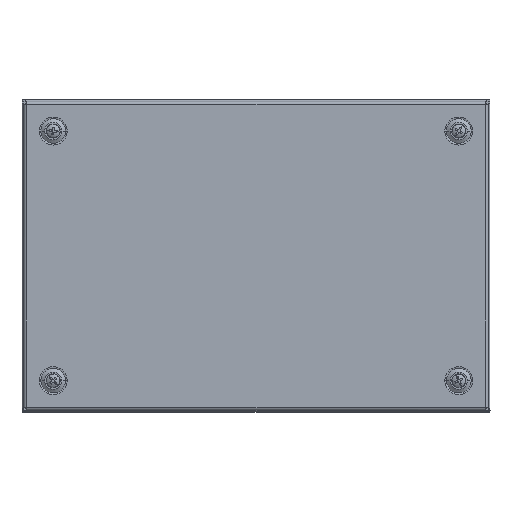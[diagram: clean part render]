
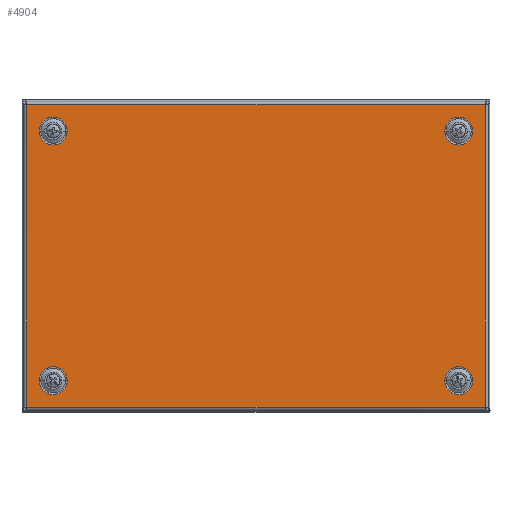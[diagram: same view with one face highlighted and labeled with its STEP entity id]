
A CAD part, top view. The second image highlights one B-rep face of the part: STEP entity #4904.
In plain terms, the highlighted face is planar.
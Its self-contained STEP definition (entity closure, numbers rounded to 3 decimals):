
#173 = DIRECTION ( 'NONE',  ( 0., 0., 1. ) ) ;
#194 = EDGE_CURVE ( 'NONE', #5230, #28275, #10964, .T. ) ;
#406 = DIRECTION ( 'NONE',  ( 1., 0., 0. ) ) ;
#409 = PLANE ( 'NONE',  #29007 ) ;
#492 = DIRECTION ( 'NONE',  ( 0., 0., 1. ) ) ;
#1485 = CARTESIAN_POINT ( 'NONE',  ( -80., 0., -121.045 ) ) ;
#1697 = VERTEX_POINT ( 'NONE', #5199 ) ;
#1723 = DIRECTION ( 'NONE',  ( 0., 0., 1. ) ) ;
#2043 = DIRECTION ( 'NONE',  ( -1., 0., 0. ) ) ;
#2346 = CARTESIAN_POINT ( 'NONE',  ( -97., 0., -147. ) ) ;
#2507 = EDGE_LOOP ( 'NONE', ( #21693, #9801 ) ) ;
#2666 = FACE_BOUND ( 'NONE', #9418, .T. ) ;
#2785 = ORIENTED_EDGE ( 'NONE', *, *, #27255, .F. ) ;
#3005 = CARTESIAN_POINT ( 'NONE',  ( 80., 0., -130. ) ) ;
#3423 = EDGE_CURVE ( 'NONE', #5393, #10797, #11742, .T. ) ;
#3524 = DIRECTION ( 'NONE',  ( 0., 1., 0. ) ) ;
#3566 = CARTESIAN_POINT ( 'NONE',  ( 97., 0., -147. ) ) ;
#4232 = CARTESIAN_POINT ( 'NONE',  ( -80., 0., 138.955 ) ) ;
#4290 = CARTESIAN_POINT ( 'NONE',  ( -80., 0., 121.045 ) ) ;
#4455 = CARTESIAN_POINT ( 'NONE',  ( -80., 0., -138.955 ) ) ;
#4511 = DIRECTION ( 'NONE',  ( 0., 0., 1. ) ) ;
#4830 = VERTEX_POINT ( 'NONE', #20799 ) ;
#4904 = ADVANCED_FACE ( 'NONE', ( #14178, #23350, #2666, #11896, #21096 ), #409, .F. ) ;
#5154 = CARTESIAN_POINT ( 'NONE',  ( 80., 0., 138.955 ) ) ;
#5199 = CARTESIAN_POINT ( 'NONE',  ( 80., 0., -121.045 ) ) ;
#5230 = VERTEX_POINT ( 'NONE', #4455 ) ;
#5285 = AXIS2_PLACEMENT_3D ( 'NONE', #27369, #6681, #15922 ) ;
#5393 = VERTEX_POINT ( 'NONE', #7746 ) ;
#5480 = EDGE_CURVE ( 'NONE', #28275, #5230, #28645, .T. ) ;
#5632 = VERTEX_POINT ( 'NONE', #18010 ) ;
#6681 = DIRECTION ( 'NONE',  ( 0., 1., 0. ) ) ;
#6923 = EDGE_CURVE ( 'NONE', #24271, #18861, #23288, .T. ) ;
#7366 = EDGE_CURVE ( 'NONE', #4830, #17460, #11894, .T. ) ;
#7382 = ORIENTED_EDGE ( 'NONE', *, *, #5480, .F. ) ;
#7746 = CARTESIAN_POINT ( 'NONE',  ( 80., 0., 121.045 ) ) ;
#8170 = LINE ( 'NONE', #17398, #22309 ) ;
#8563 = DIRECTION ( 'NONE',  ( 0., 0., 1. ) ) ;
#9051 = AXIS2_PLACEMENT_3D ( 'NONE', #16011, #25203, #4511 ) ;
#9131 = DIRECTION ( 'NONE',  ( 0., 0., 1. ) ) ;
#9302 = ORIENTED_EDGE ( 'NONE', *, *, #12170, .T. ) ;
#9418 = EDGE_LOOP ( 'NONE', ( #18007, #14954 ) ) ;
#9610 = CARTESIAN_POINT ( 'NONE',  ( 0., 0., 0. ) ) ;
#9801 = ORIENTED_EDGE ( 'NONE', *, *, #14136, .F. ) ;
#10797 = VERTEX_POINT ( 'NONE', #5154 ) ;
#10946 = AXIS2_PLACEMENT_3D ( 'NONE', #20620, #29808, #9131 ) ;
#10964 = CIRCLE ( 'NONE', #10946, 8.955 ) ;
#11456 = VERTEX_POINT ( 'NONE', #2346 ) ;
#11658 = CARTESIAN_POINT ( 'NONE',  ( 80., 0., -130. ) ) ;
#11742 = CIRCLE ( 'NONE', #28590, 8.955 ) ;
#11894 = LINE ( 'NONE', #21094, #25713 ) ;
#11896 = FACE_BOUND ( 'NONE', #2507, .T. ) ;
#11977 = ORIENTED_EDGE ( 'NONE', *, *, #15474, .T. ) ;
#11978 = LINE ( 'NONE', #21177, #23151 ) ;
#12170 = EDGE_CURVE ( 'NONE', #17460, #26071, #8170, .T. ) ;
#12240 = DIRECTION ( 'NONE',  ( 0., 1., 0. ) ) ;
#12776 = DIRECTION ( 'NONE',  ( 0., 0., 1. ) ) ;
#13225 = CARTESIAN_POINT ( 'NONE',  ( -80., 0., 130. ) ) ;
#13536 = LINE ( 'NONE', #22724, #19830 ) ;
#13948 = EDGE_LOOP ( 'NONE', ( #7382, #24916 ) ) ;
#14136 = EDGE_CURVE ( 'NONE', #18861, #24271, #22075, .T. ) ;
#14156 = AXIS2_PLACEMENT_3D ( 'NONE', #13225, #22406, #1723 ) ;
#14178 = FACE_BOUND ( 'NONE', #15892, .T. ) ;
#14954 = ORIENTED_EDGE ( 'NONE', *, *, #3423, .F. ) ;
#14978 = CIRCLE ( 'NONE', #16860, 8.955 ) ;
#15474 = EDGE_CURVE ( 'NONE', #26071, #11456, #13536, .T. ) ;
#15483 = AXIS2_PLACEMENT_3D ( 'NONE', #11658, #20860, #173 ) ;
#15658 = AXIS2_PLACEMENT_3D ( 'NONE', #24222, #3524, #12776 ) ;
#15892 = EDGE_LOOP ( 'NONE', ( #2785, #26436 ) ) ;
#15922 = DIRECTION ( 'NONE',  ( 0., 0., 1. ) ) ;
#16011 = CARTESIAN_POINT ( 'NONE',  ( -80., 0., 130. ) ) ;
#16508 = EDGE_LOOP ( 'NONE', ( #20596, #26461, #9302, #11977 ) ) ;
#16860 = AXIS2_PLACEMENT_3D ( 'NONE', #3005, #12240, #21435 ) ;
#17398 = CARTESIAN_POINT ( 'NONE',  ( 97., 0., 147.093 ) ) ;
#17460 = VERTEX_POINT ( 'NONE', #17850 ) ;
#17850 = CARTESIAN_POINT ( 'NONE',  ( 97., 0., 147. ) ) ;
#18007 = ORIENTED_EDGE ( 'NONE', *, *, #26710, .F. ) ;
#18010 = CARTESIAN_POINT ( 'NONE',  ( 80., 0., -138.955 ) ) ;
#18316 = CIRCLE ( 'NONE', #5285, 8.955 ) ;
#18818 = DIRECTION ( 'NONE',  ( 0., -1., 0. ) ) ;
#18861 = VERTEX_POINT ( 'NONE', #4290 ) ;
#19830 = VECTOR ( 'NONE', #2043, 1000. ) ;
#20058 = CARTESIAN_POINT ( 'NONE',  ( 80., 0., 130. ) ) ;
#20596 = ORIENTED_EDGE ( 'NONE', *, *, #26876, .T. ) ;
#20620 = CARTESIAN_POINT ( 'NONE',  ( -80., 0., -130. ) ) ;
#20799 = CARTESIAN_POINT ( 'NONE',  ( -97., 0., 147. ) ) ;
#20860 = DIRECTION ( 'NONE',  ( 0., 1., 0. ) ) ;
#21094 = CARTESIAN_POINT ( 'NONE',  ( -97.093, 0., 147. ) ) ;
#21096 = FACE_OUTER_BOUND ( 'NONE', #16508, .T. ) ;
#21177 = CARTESIAN_POINT ( 'NONE',  ( -97., 0., -147.093 ) ) ;
#21435 = DIRECTION ( 'NONE',  ( 0., 0., 1. ) ) ;
#21693 = ORIENTED_EDGE ( 'NONE', *, *, #6923, .F. ) ;
#22075 = CIRCLE ( 'NONE', #9051, 8.955 ) ;
#22309 = VECTOR ( 'NONE', #26595, 1000. ) ;
#22406 = DIRECTION ( 'NONE',  ( 0., 1., 0. ) ) ;
#22724 = CARTESIAN_POINT ( 'NONE',  ( 97.093, 0., -147. ) ) ;
#23151 = VECTOR ( 'NONE', #492, 1000. ) ;
#23288 = CIRCLE ( 'NONE', #14156, 8.955 ) ;
#23350 = FACE_BOUND ( 'NONE', #13948, .T. ) ;
#24222 = CARTESIAN_POINT ( 'NONE',  ( -80., 0., -130. ) ) ;
#24271 = VERTEX_POINT ( 'NONE', #4232 ) ;
#24366 = EDGE_CURVE ( 'NONE', #5632, #1697, #14978, .T. ) ;
#24916 = ORIENTED_EDGE ( 'NONE', *, *, #194, .F. ) ;
#25203 = DIRECTION ( 'NONE',  ( 0., 1., 0. ) ) ;
#25713 = VECTOR ( 'NONE', #406, 1000. ) ;
#26071 = VERTEX_POINT ( 'NONE', #3566 ) ;
#26436 = ORIENTED_EDGE ( 'NONE', *, *, #24366, .F. ) ;
#26461 = ORIENTED_EDGE ( 'NONE', *, *, #7366, .T. ) ;
#26595 = DIRECTION ( 'NONE',  ( 0., 0., -1. ) ) ;
#26710 = EDGE_CURVE ( 'NONE', #10797, #5393, #18316, .T. ) ;
#26876 = EDGE_CURVE ( 'NONE', #11456, #4830, #11978, .T. ) ;
#27255 = EDGE_CURVE ( 'NONE', #1697, #5632, #28462, .T. ) ;
#27369 = CARTESIAN_POINT ( 'NONE',  ( 80., 0., 130. ) ) ;
#28028 = DIRECTION ( 'NONE',  ( 0., 0., -1. ) ) ;
#28275 = VERTEX_POINT ( 'NONE', #1485 ) ;
#28462 = CIRCLE ( 'NONE', #15483, 8.955 ) ;
#28590 = AXIS2_PLACEMENT_3D ( 'NONE', #20058, #29246, #8563 ) ;
#28645 = CIRCLE ( 'NONE', #15658, 8.955 ) ;
#29007 = AXIS2_PLACEMENT_3D ( 'NONE', #9610, #18818, #28028 ) ;
#29246 = DIRECTION ( 'NONE',  ( 0., 1., 0. ) ) ;
#29808 = DIRECTION ( 'NONE',  ( 0., 1., 0. ) ) ;
